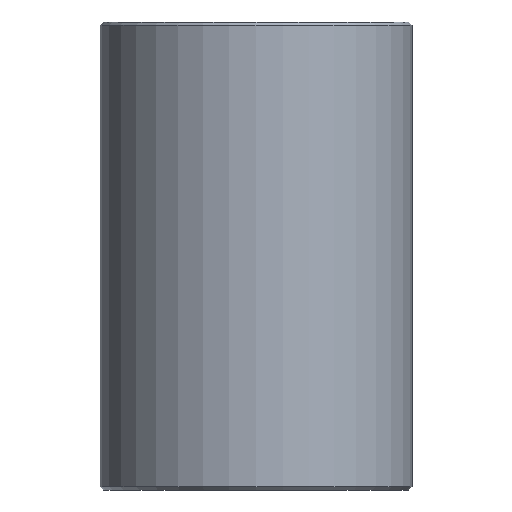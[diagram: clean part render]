
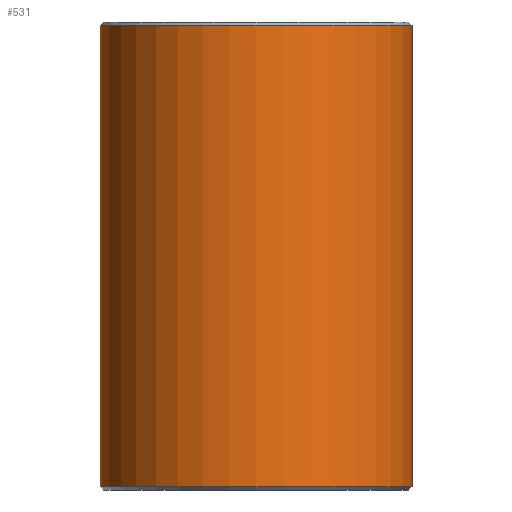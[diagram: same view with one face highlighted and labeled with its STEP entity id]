
A CAD part, front view. The second image highlights one B-rep face of the part: STEP entity #531.
In plain terms, the highlighted cylindrical face has radius 25 mm (diameter 50 mm), a partial arc.
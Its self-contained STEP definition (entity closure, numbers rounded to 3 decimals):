
#15 = VERTEX_POINT ( 'NONE', #234 ) ;
#46 = CARTESIAN_POINT ( 'NONE',  ( 0., 0., 37.5 ) ) ;
#55 = DIRECTION ( 'NONE',  ( 0., 0., 1. ) ) ;
#75 = EDGE_CURVE ( 'NONE', #377, #334, #351, .T. ) ;
#86 = CARTESIAN_POINT ( 'NONE',  ( 0., 0., 37. ) ) ;
#87 = ORIENTED_EDGE ( 'NONE', *, *, #410, .T. ) ;
#116 = DIRECTION ( 'NONE',  ( 1., 0., 0. ) ) ;
#129 = VERTEX_POINT ( 'NONE', #356 ) ;
#144 = CARTESIAN_POINT ( 'NONE',  ( -25., 0., 37.5 ) ) ;
#146 = ORIENTED_EDGE ( 'NONE', *, *, #636, .T. ) ;
#150 = DIRECTION ( 'NONE',  ( 0., 0., -1. ) ) ;
#169 = CIRCLE ( 'NONE', #245, 25. ) ;
#229 = DIRECTION ( 'NONE',  ( 0., 0., -1. ) ) ;
#234 = CARTESIAN_POINT ( 'NONE',  ( 25., 0., 37. ) ) ;
#245 = AXIS2_PLACEMENT_3D ( 'NONE', #517, #55, #116 ) ;
#264 = CIRCLE ( 'NONE', #485, 25. ) ;
#285 = EDGE_LOOP ( 'NONE', ( #516, #87, #478, #146 ) ) ;
#307 = FACE_OUTER_BOUND ( 'NONE', #285, .T. ) ;
#330 = CARTESIAN_POINT ( 'NONE',  ( -25., 0., -37. ) ) ;
#334 = VERTEX_POINT ( 'NONE', #330 ) ;
#351 = LINE ( 'NONE', #144, #548 ) ;
#356 = CARTESIAN_POINT ( 'NONE',  ( 25., 0., -37. ) ) ;
#377 = VERTEX_POINT ( 'NONE', #637 ) ;
#382 = EDGE_CURVE ( 'NONE', #15, #129, #389, .T. ) ;
#389 = LINE ( 'NONE', #584, #610 ) ;
#398 = DIRECTION ( 'NONE',  ( 0., 0., -1. ) ) ;
#410 = EDGE_CURVE ( 'NONE', #15, #377, #264, .T. ) ;
#416 = AXIS2_PLACEMENT_3D ( 'NONE', #46, #150, #457 ) ;
#457 = DIRECTION ( 'NONE',  ( -1., 0., 0. ) ) ;
#478 = ORIENTED_EDGE ( 'NONE', *, *, #75, .T. ) ;
#485 = AXIS2_PLACEMENT_3D ( 'NONE', #86, #533, #595 ) ;
#516 = ORIENTED_EDGE ( 'NONE', *, *, #382, .F. ) ;
#517 = CARTESIAN_POINT ( 'NONE',  ( 0., 0., -37. ) ) ;
#531 = ADVANCED_FACE ( 'NONE', ( #307 ), #607, .T. ) ;
#533 = DIRECTION ( 'NONE',  ( 0., 0., -1. ) ) ;
#548 = VECTOR ( 'NONE', #398, 1000. ) ;
#584 = CARTESIAN_POINT ( 'NONE',  ( 25., 0., 37.5 ) ) ;
#595 = DIRECTION ( 'NONE',  ( 1., 0., 0. ) ) ;
#607 = CYLINDRICAL_SURFACE ( 'NONE', #416, 25. ) ;
#610 = VECTOR ( 'NONE', #229, 1000. ) ;
#636 = EDGE_CURVE ( 'NONE', #334, #129, #169, .T. ) ;
#637 = CARTESIAN_POINT ( 'NONE',  ( -25., 0., 37. ) ) ;
